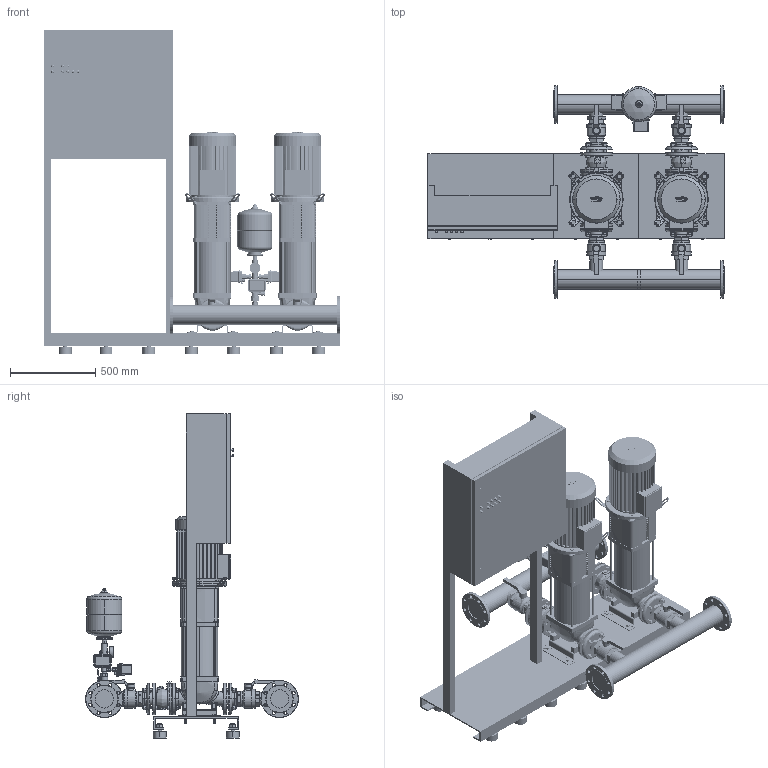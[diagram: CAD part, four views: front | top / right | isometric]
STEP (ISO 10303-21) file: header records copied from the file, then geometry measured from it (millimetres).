
FILE_DESCRIPTION((''),'2;1');
FILE_NAME('3d_FLA-2HELIXV3603_K-01PN10-2534384.stp','2013-07-05T14:26:12',(''),(''),'Mechanical Desktop 2009','Mechanical Desktop 2009',', , ');
FILE_SCHEMA(('CONFIG_CONTROL_DESIGN'));
Length unit declared in the file: millimetre
Products named in the file (1): Product
Bounding box: 1740 x 1250 x 1905 mm (x, y, z)
Volume: 280630583.6 mm3; surface area: 13542639.9 mm2
Topology: 159 solids, 159 shells, 4931 faces, 12453 edges, 8072 vertices
Faces by surface type: bspline 2007, plane 1686, cylinder 933, cone 159, torus 140, sphere 6
Entity records: 171804 total; most frequent: CARTESIAN_POINT 56155, ORIENTED_EDGE 24874, DIRECTION 21863, EDGE_CURVE 12437, VERTEX_POINT 8068, VECTOR 7875, LINE 7875, AXIS2_PLACEMENT_3D 6994
